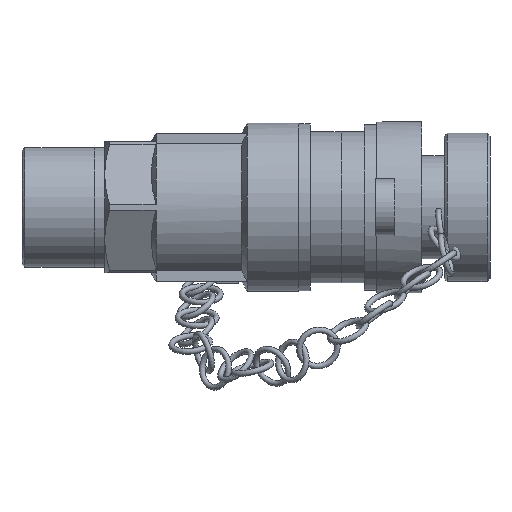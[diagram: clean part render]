
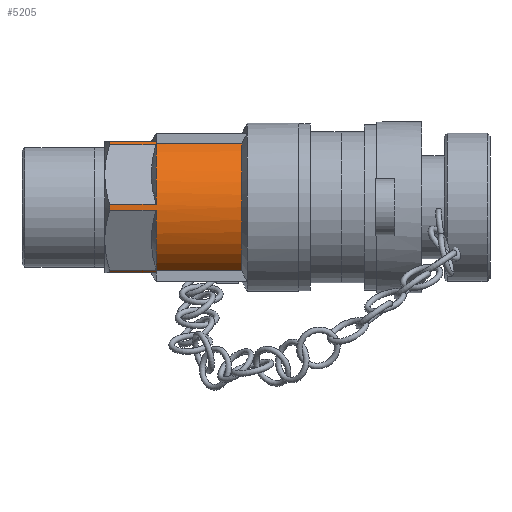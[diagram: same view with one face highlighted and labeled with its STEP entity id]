
A CAD part, front view. The second image highlights one B-rep face of the part: STEP entity #5205.
In plain terms, the highlighted cylindrical face has radius 13 mm (diameter 26 mm), a partial arc.
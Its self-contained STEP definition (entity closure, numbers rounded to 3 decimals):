
#22=LINE('',#9125,#217);
#23=LINE('',#9130,#218);
#24=LINE('',#9134,#219);
#25=LINE('',#9138,#220);
#26=LINE('',#9142,#221);
#27=LINE('',#9146,#222);
#28=LINE('',#9150,#223);
#29=LINE('',#9154,#224);
#217=VECTOR('',#7296,1000.);
#218=VECTOR('',#7299,1000.);
#219=VECTOR('',#7302,1000.);
#220=VECTOR('',#7305,1000.);
#221=VECTOR('',#7308,1000.);
#222=VECTOR('',#7311,1000.);
#223=VECTOR('',#7314,1000.);
#224=VECTOR('',#7317,1000.);
#1053=ORIENTED_EDGE('',*,*,#2529,.T.);
#1054=ORIENTED_EDGE('',*,*,#2530,.T.);
#1055=ORIENTED_EDGE('',*,*,#2531,.T.);
#1056=ORIENTED_EDGE('',*,*,#2532,.T.);
#1057=ORIENTED_EDGE('',*,*,#2533,.T.);
#1058=ORIENTED_EDGE('',*,*,#2534,.T.);
#1059=ORIENTED_EDGE('',*,*,#2535,.T.);
#1060=ORIENTED_EDGE('',*,*,#2536,.T.);
#1061=ORIENTED_EDGE('',*,*,#2537,.T.);
#1062=ORIENTED_EDGE('',*,*,#2538,.F.);
#1063=ORIENTED_EDGE('',*,*,#2539,.T.);
#1064=ORIENTED_EDGE('',*,*,#2540,.F.);
#1065=ORIENTED_EDGE('',*,*,#2541,.F.);
#1066=ORIENTED_EDGE('',*,*,#2542,.F.);
#1067=ORIENTED_EDGE('',*,*,#2543,.T.);
#1068=ORIENTED_EDGE('',*,*,#2544,.T.);
#2529=EDGE_CURVE('',#4173,#4174,#22,.T.);
#2530=EDGE_CURVE('',#4174,#4175,#3242,.T.);
#2531=EDGE_CURVE('',#4175,#4176,#23,.T.);
#2532=EDGE_CURVE('',#4176,#4177,#3243,.T.);
#2533=EDGE_CURVE('',#4177,#4178,#24,.T.);
#2534=EDGE_CURVE('',#4178,#4179,#3244,.T.);
#2535=EDGE_CURVE('',#4179,#4180,#25,.T.);
#2536=EDGE_CURVE('',#4180,#4181,#3245,.T.);
#2537=EDGE_CURVE('',#4181,#4182,#26,.T.);
#2538=EDGE_CURVE('',#4183,#4182,#3246,.T.);
#2539=EDGE_CURVE('',#4183,#4184,#27,.T.);
#2540=EDGE_CURVE('',#4185,#4184,#3247,.T.);
#2541=EDGE_CURVE('',#4186,#4185,#28,.T.);
#2542=EDGE_CURVE('',#4187,#4186,#3248,.T.);
#2543=EDGE_CURVE('',#4187,#4188,#29,.T.);
#2544=EDGE_CURVE('',#4188,#4173,#3249,.T.);
#3242=CIRCLE('',#6734,13.);
#3243=CIRCLE('',#6735,13.);
#3244=CIRCLE('',#6736,13.);
#3245=CIRCLE('',#6737,13.);
#3246=CIRCLE('',#6738,13.);
#3247=CIRCLE('',#6739,13.);
#3248=CIRCLE('',#6740,13.);
#3249=CIRCLE('',#6741,13.);
#3458=EDGE_LOOP('',(#1053,#1054,#1055,#1056,#1057,#1058,#1059,#1060,#1061,
#1062,#1063,#1064,#1065,#1066,#1067,#1068));
#3835=CYLINDRICAL_SURFACE('',#6733,13.);
#4173=VERTEX_POINT('',#9126);
#4174=VERTEX_POINT('',#9127);
#4175=VERTEX_POINT('',#9129);
#4176=VERTEX_POINT('',#9131);
#4177=VERTEX_POINT('',#9133);
#4178=VERTEX_POINT('',#9135);
#4179=VERTEX_POINT('',#9137);
#4180=VERTEX_POINT('',#9139);
#4181=VERTEX_POINT('',#9141);
#4182=VERTEX_POINT('',#9143);
#4183=VERTEX_POINT('',#9145);
#4184=VERTEX_POINT('',#9147);
#4185=VERTEX_POINT('',#9149);
#4186=VERTEX_POINT('',#9151);
#4187=VERTEX_POINT('',#9153);
#4188=VERTEX_POINT('',#9155);
#4766=FACE_BOUND('',#3458,.T.);
#5205=ADVANCED_FACE('',(#4766),#3835,.T.);
#6733=AXIS2_PLACEMENT_3D('',#9124,#7294,#7295);
#6734=AXIS2_PLACEMENT_3D('',#9128,#7297,#7298);
#6735=AXIS2_PLACEMENT_3D('',#9132,#7300,#7301);
#6736=AXIS2_PLACEMENT_3D('',#9136,#7303,#7304);
#6737=AXIS2_PLACEMENT_3D('',#9140,#7306,#7307);
#6738=AXIS2_PLACEMENT_3D('',#9144,#7309,#7310);
#6739=AXIS2_PLACEMENT_3D('',#9148,#7312,#7313);
#6740=AXIS2_PLACEMENT_3D('',#9152,#7315,#7316);
#6741=AXIS2_PLACEMENT_3D('',#9156,#7318,#7319);
#7294=DIRECTION('',(1.,0.,0.));
#7295=DIRECTION('',(0.,-1.,0.));
#7296=DIRECTION('',(1.,0.,0.));
#7297=DIRECTION('',(1.,0.,0.));
#7298=DIRECTION('',(0.,-0.533,0.846));
#7299=DIRECTION('',(-1.,0.,0.));
#7300=DIRECTION('',(1.,0.,0.));
#7301=DIRECTION('',(0.,-0.999,0.038));
#7302=DIRECTION('',(1.,0.,0.));
#7303=DIRECTION('',(1.,0.,0.));
#7304=DIRECTION('',(0.,-0.999,-0.038));
#7305=DIRECTION('',(-1.,0.,0.));
#7306=DIRECTION('',(1.,0.,0.));
#7307=DIRECTION('',(0.,-0.533,-0.846));
#7308=DIRECTION('',(1.,0.,0.));
#7309=DIRECTION('',(1.,0.,0.));
#7310=DIRECTION('',(0.,-0.519,-0.855));
#7311=DIRECTION('',(1.,0.,0.));
#7312=DIRECTION('',(1.,0.,0.));
#7313=DIRECTION('',(0.,-0.519,0.855));
#7314=DIRECTION('',(1.,0.,0.));
#7315=DIRECTION('',(1.,0.,0.));
#7316=DIRECTION('',(0.,-0.466,0.885));
#7317=DIRECTION('',(-1.,0.,0.));
#7318=DIRECTION('',(1.,0.,0.));
#7319=DIRECTION('',(0.,-0.466,0.885));
#9124=CARTESIAN_POINT('',(-34.75,0.,0.));
#9125=CARTESIAN_POINT('',(-20.634,-6.928,11.));
#9126=CARTESIAN_POINT('',(-20.634,-6.928,11.));
#9127=CARTESIAN_POINT('',(-12.5,-6.928,11.));
#9128=CARTESIAN_POINT('',(-12.5,0.,0.));
#9129=CARTESIAN_POINT('',(-12.5,-12.99,0.5));
#9130=CARTESIAN_POINT('',(-12.5,-12.99,0.5));
#9131=CARTESIAN_POINT('',(-20.634,-12.99,0.5));
#9132=CARTESIAN_POINT('',(-20.634,0.,0.));
#9133=CARTESIAN_POINT('',(-20.634,-12.99,-0.5));
#9134=CARTESIAN_POINT('',(-20.634,-12.99,-0.5));
#9135=CARTESIAN_POINT('',(-12.5,-12.99,-0.5));
#9136=CARTESIAN_POINT('',(-12.5,0.,0.));
#9137=CARTESIAN_POINT('',(-12.5,-6.928,-11.));
#9138=CARTESIAN_POINT('',(-12.5,-6.928,-11.));
#9139=CARTESIAN_POINT('',(-20.634,-6.928,-11.));
#9140=CARTESIAN_POINT('',(-20.634,0.,0.));
#9141=CARTESIAN_POINT('',(-20.634,-6.062,-11.5));
#9142=CARTESIAN_POINT('',(-20.634,-6.062,-11.5));
#9143=CARTESIAN_POINT('',(-12.5,-6.062,-11.5));
#9144=CARTESIAN_POINT('',(-12.5,0.,0.));
#9145=CARTESIAN_POINT('',(-12.5,-6.75,-11.11));
#9146=CARTESIAN_POINT('',(-12.5,-6.75,-11.11));
#9147=CARTESIAN_POINT('',(2.5,-6.75,-11.11));
#9148=CARTESIAN_POINT('',(2.5,0.,0.));
#9149=CARTESIAN_POINT('',(2.5,-6.75,11.11));
#9150=CARTESIAN_POINT('',(-12.5,-6.75,11.11));
#9151=CARTESIAN_POINT('',(-12.5,-6.75,11.11));
#9152=CARTESIAN_POINT('',(-12.5,0.,0.));
#9153=CARTESIAN_POINT('',(-12.5,-6.062,11.5));
#9154=CARTESIAN_POINT('',(-12.5,-6.062,11.5));
#9155=CARTESIAN_POINT('',(-20.634,-6.062,11.5));
#9156=CARTESIAN_POINT('',(-20.634,0.,0.));
